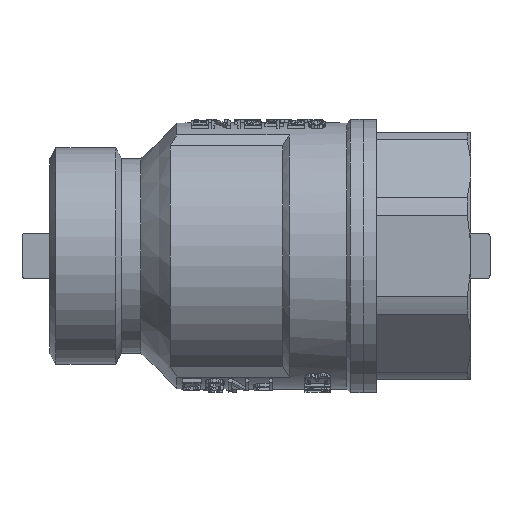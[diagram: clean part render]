
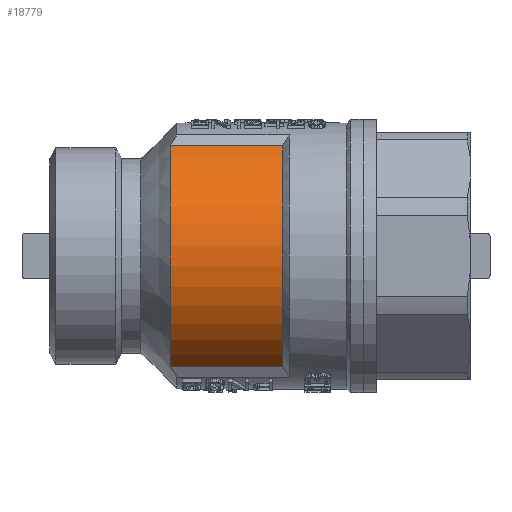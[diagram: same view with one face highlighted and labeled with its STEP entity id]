
A CAD part, front view. The second image highlights one B-rep face of the part: STEP entity #18779.
In plain terms, the highlighted cylindrical face has radius 19.5 mm (diameter 39 mm), a partial arc.
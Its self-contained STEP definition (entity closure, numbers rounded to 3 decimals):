
#1215=CYLINDRICAL_SURFACE('',#27188,19.5);
#2341=LINE('',#41919,#3513);
#2342=LINE('',#41937,#3514);
#3513=VECTOR('',#32920,1000.);
#3514=VECTOR('',#32925,1000.);
#4757=CIRCLE('',#27189,19.5);
#4758=CIRCLE('',#27190,19.5);
#10066=ORIENTED_EDGE('',*,*,#13148,.F.);
#10067=ORIENTED_EDGE('',*,*,#13149,.T.);
#10068=ORIENTED_EDGE('',*,*,#13150,.F.);
#10069=ORIENTED_EDGE('',*,*,#13146,.F.);
#13146=EDGE_CURVE('',#15128,#15129,#2341,.T.);
#13148=EDGE_CURVE('',#15130,#15128,#4757,.F.);
#13149=EDGE_CURVE('',#15130,#15131,#2342,.T.);
#13150=EDGE_CURVE('',#15129,#15131,#4758,.T.);
#15128=VERTEX_POINT('',#41918);
#15129=VERTEX_POINT('',#41920);
#15130=VERTEX_POINT('',#41936);
#15131=VERTEX_POINT('',#41938);
#16544=EDGE_LOOP('',(#10066,#10067,#10068,#10069));
#17689=FACE_BOUND('',#16544,.T.);
#18779=ADVANCED_FACE('',(#17689),#1215,.T.);
#27188=AXIS2_PLACEMENT_3D('',#41934,#32921,#32922);
#27189=AXIS2_PLACEMENT_3D('',#41935,#32923,#32924);
#27190=AXIS2_PLACEMENT_3D('',#41939,#32926,#32927);
#32920=DIRECTION('',(0.,-1.,0.));
#32921=DIRECTION('',(0.,-1.,0.));
#32922=DIRECTION('',(0.,0.,1.));
#32923=DIRECTION('',(0.,-1.,0.));
#32924=DIRECTION('',(1.,0.,0.));
#32925=DIRECTION('',(0.,-1.,0.));
#32926=DIRECTION('',(0.,-1.,0.));
#32927=DIRECTION('',(0.,0.,1.));
#41918=CARTESIAN_POINT('',(-9.635,-18.899,16.953));
#41919=CARTESIAN_POINT('',(-9.635,-14.6,16.953));
#41920=CARTESIAN_POINT('',(-9.635,-36.188,16.953));
#41934=CARTESIAN_POINT('',(0.,-14.6,0.));
#41935=CARTESIAN_POINT('',(0.,-18.899,0.));
#41936=CARTESIAN_POINT('',(-9.635,-18.899,-16.953));
#41937=CARTESIAN_POINT('',(-9.635,-14.6,-16.953));
#41938=CARTESIAN_POINT('',(-9.635,-36.188,-16.953));
#41939=CARTESIAN_POINT('',(0.,-36.188,0.));
